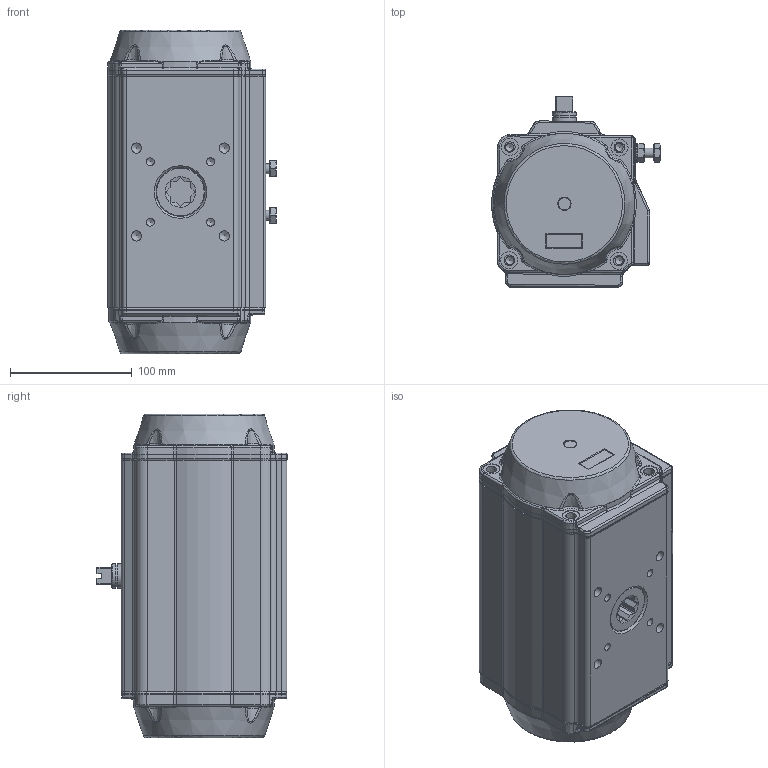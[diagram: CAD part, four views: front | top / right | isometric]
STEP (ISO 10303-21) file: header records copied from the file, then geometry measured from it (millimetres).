
FILE_DESCRIPTION(/* description */ ('Unknown'),/* implementation_level */ '2;1');
FILE_NAME(/* name */ 'PD07_PE06',/* time_stamp */ '2022-02-21T12:43:32+01:00',/* author */ ('Unknown'),/* organization */ ('Unknown'),/* preprocessor_version */ 'ST-DEVELOPER v16.7',/* originating_system */ 'Solid Edge',/* authorisation */ 'Unknown');
FILE_SCHEMA (('AUTOMOTIVE_DESIGN {1 0 10303 214 3 1 1}'));
Products named in the file (9): PD07_PE06; VTE110埴詰; vt110左端盖（模具厂）_MIR; vt110-2016-06-25; VT110-2 活塞; zhou110; DIN126-M8; WUERTH 03228 hexagonal nut DIN 934  M8 A2 BLK_EDST; DIN 933 M8x35 A2-70 BLK_EDST
Assembly tree (12 placements, depth 2):
  PD07_PE06
    VTE110埴詰
    vt110左端盖（模具厂）_MIR
    vt110-2016-06-25
    VT110-2 活塞  x2
    zhou110
    DIN126-M8  x2
    WUERTH 03228 hexagonal nut DIN 934  M8 A2 BLK_EDST  x2
    DIN 933 M8x35 A2-70 BLK_EDST  x2
Bounding box: 138.34 x 156.22 x 266 mm (x, y, z)
Volume: 1930159.6 mm3; surface area: 461802.2 mm2
Topology: 12 solids, 12 shells, 2248 faces, 5527 edges, 3390 vertices
Faces by surface type: plane 671, cylinder 567, bspline 469, torus 281, cone 222, sphere 38
Full cylindrical faces by diameter (mm): 4.134 x8, 4.917 x1, 6 x1, 6.647 x14, 8 x2, 8.376 x6, 9 x2, 11.445 x2, 13 x4, 14 x8, 15 x2, 16 x2, 16.2 x1, 16.4 x1, 18.7 x1, 20 x4, 20.5 x1, 22 x2, 27 x1, 29 x14, 30.4 x1, 31.5 x1, 34.9 x1, 36.4 x1, 40 x4, 94 x2, 98.9 x2, 103 x2, 107 x6, 108 x1
Entity records: 74300 total; most frequent: CARTESIAN_POINT 34701, ORIENTED_EDGE 8668, DIRECTION 6948, EDGE_CURVE 4334, VERTEX_POINT 2790, AXIS2_PLACEMENT_3D 2744, FACE_BOUND 2234, EDGE_LOOP 2214
